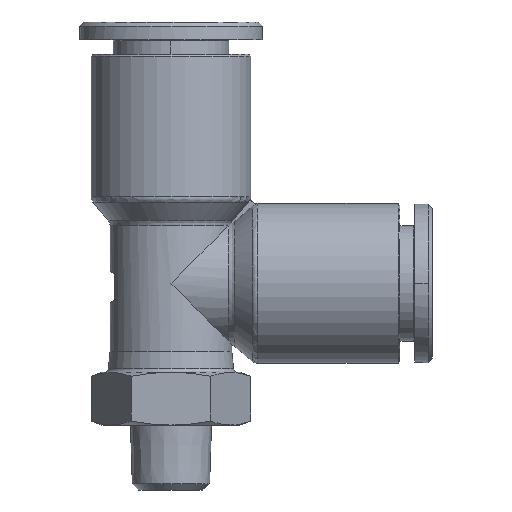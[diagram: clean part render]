
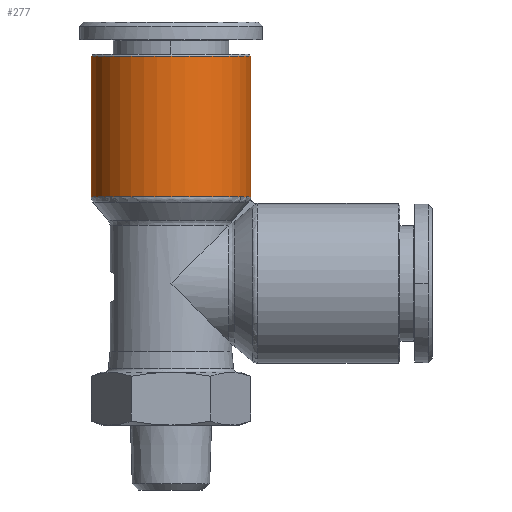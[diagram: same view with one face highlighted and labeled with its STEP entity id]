
A CAD part, front view. The second image highlights one B-rep face of the part: STEP entity #277.
In plain terms, the highlighted cylindrical face has radius 9.85 mm (diameter 19.7 mm), a partial arc.
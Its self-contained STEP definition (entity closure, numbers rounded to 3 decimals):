
#227=CARTESIAN_POINT('',(-12.928,0.,18.3));
#228=DIRECTION('',(0.,0.0,1.0));
#229=DIRECTION('',(-1.0,0.0,0.0));
#230=AXIS2_PLACEMENT_3D('',#227,#228,#229);
#231=CYLINDRICAL_SURFACE('',#230,9.85);
#232=CARTESIAN_POINT('',(-22.778,0.,10.664));
#233=VERTEX_POINT('',#232);
#234=CARTESIAN_POINT('',(-22.778,0.,28.));
#235=VERTEX_POINT('',#234);
#236=CARTESIAN_POINT('',(-22.778,0.,10.664));
#237=DIRECTION('',(0.0,0.0,1.0));
#238=VECTOR('',#237,17.336);
#239=LINE('',#236,#238);
#240=EDGE_CURVE('',#233,#235,#239,.T.);
#241=ORIENTED_EDGE('',*,*,#240,.F.);
#242=CARTESIAN_POINT('',(-3.078,0.,10.664));
#243=VERTEX_POINT('',#242);
#244=CARTESIAN_POINT('',(-12.928,0.,10.664));
#245=DIRECTION('',(0.0,0.0,-1.0));
#246=DIRECTION('',(1.0,0.0,0.0));
#247=AXIS2_PLACEMENT_3D('',#244,#245,#246);
#248=CIRCLE('',#247,9.85);
#249=EDGE_CURVE('',#243,#233,#248,.T.);
#250=ORIENTED_EDGE('',*,*,#249,.F.);
#251=CARTESIAN_POINT('',(-3.078,0.,28.));
#252=VERTEX_POINT('',#251);
#253=CARTESIAN_POINT('',(-3.078,0.,28.));
#254=DIRECTION('',(0.0,0.0,-1.0));
#255=VECTOR('',#254,17.336);
#256=LINE('',#253,#255);
#257=EDGE_CURVE('',#252,#243,#256,.T.);
#258=ORIENTED_EDGE('',*,*,#257,.F.);
#259=CARTESIAN_POINT('',(-12.928,-9.85,28.));
#260=VERTEX_POINT('',#259);
#261=CARTESIAN_POINT('',(-12.928,0.,28.));
#262=DIRECTION('',(0.0,0.0,1.0));
#263=DIRECTION('',(0.0,1.0,0.0));
#264=AXIS2_PLACEMENT_3D('',#261,#262,#263);
#265=CIRCLE('',#264,9.85);
#266=EDGE_CURVE('',#260,#252,#265,.T.);
#267=ORIENTED_EDGE('',*,*,#266,.F.);
#268=CARTESIAN_POINT('',(-12.928,0.,28.));
#269=DIRECTION('',(0.0,0.0,1.0));
#270=DIRECTION('',(0.0,1.0,0.0));
#271=AXIS2_PLACEMENT_3D('',#268,#269,#270);
#272=CIRCLE('',#271,9.85);
#273=EDGE_CURVE('',#235,#260,#272,.T.);
#274=ORIENTED_EDGE('',*,*,#273,.F.);
#275=EDGE_LOOP('',(#241,#250,#258,#267,#274));
#276=FACE_OUTER_BOUND('',#275,.T.);
#277=ADVANCED_FACE('',(#276),#231,.T.);
